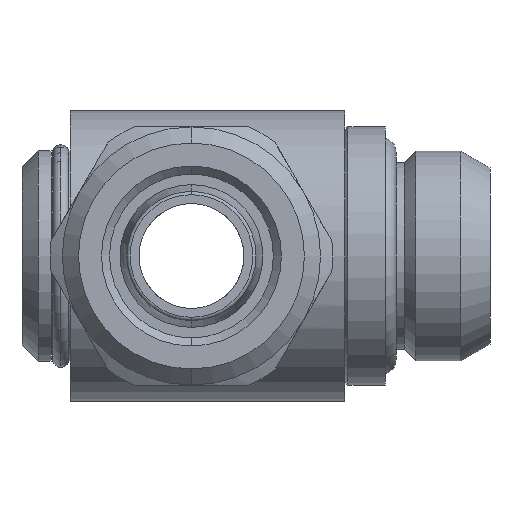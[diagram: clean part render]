
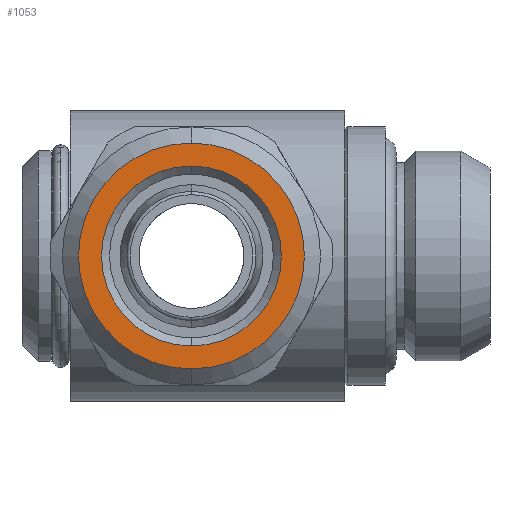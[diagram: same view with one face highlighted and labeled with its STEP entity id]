
A CAD part, left-side view. The second image highlights one B-rep face of the part: STEP entity #1053.
In plain terms, the highlighted planar face has unit normal (-1, 0, 0).
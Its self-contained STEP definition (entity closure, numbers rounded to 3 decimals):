
#109 = CIRCLE ( 'NONE', #127, 7. ) ;
#122 = CIRCLE ( 'NONE', #123, 5.575 ) ;
#123 = AXIS2_PLACEMENT_3D ( 'NONE', #4774, #4775, #4776 ) ;
#127 = AXIS2_PLACEMENT_3D ( 'NONE', #4780, #4781, #4782 ) ;
#129 = CIRCLE ( 'NONE', #132, 5.575 ) ;
#132 = AXIS2_PLACEMENT_3D ( 'NONE', #4824, #4825, #4826 ) ;
#134 = CIRCLE ( 'NONE', #136, 7. ) ;
#136 = AXIS2_PLACEMENT_3D ( 'NONE', #4831, #4832, #4833 ) ;
#341 = VERTEX_POINT ( 'NONE', #3221 ) ;
#344 = VERTEX_POINT ( 'NONE', #3222 ) ;
#346 = VERTEX_POINT ( 'NONE', #3223 ) ;
#349 = VERTEX_POINT ( 'NONE', #3224 ) ;
#467 = ORIENTED_EDGE ( 'NONE', *, *, #5240, .F. ) ;
#468 = ORIENTED_EDGE ( 'NONE', *, *, #4969, .F. ) ;
#470 = ORIENTED_EDGE ( 'NONE', *, *, #4967, .T. ) ;
#473 = ORIENTED_EDGE ( 'NONE', *, *, #5237, .T. ) ;
#1053 = ADVANCED_FACE ( 'NONE', ( #4308, #4309 ), #3378, .T. ) ;
#3221 = CARTESIAN_POINT ( 'NONE',  ( -25.552, 18.5, -5.575 ) ) ;
#3222 = CARTESIAN_POINT ( 'NONE',  ( -25.552, 18.5, 5.575 ) ) ;
#3223 = CARTESIAN_POINT ( 'NONE',  ( -25.552, 18.5, -7. ) ) ;
#3224 = CARTESIAN_POINT ( 'NONE',  ( -25.552, 18.5, 7. ) ) ;
#3378 = PLANE ( 'NONE',  #5187 ) ;
#3379 = CARTESIAN_POINT ( 'NONE',  ( -25.552, 25.5, 0. ) ) ;
#3380 = DIRECTION ( 'NONE',  ( -1., 0., 0. ) ) ;
#3381 = DIRECTION ( 'NONE',  ( 0., 0., 1. ) ) ;
#4308 = FACE_BOUND ( 'NONE', #5098, .T. ) ;
#4309 = FACE_OUTER_BOUND ( 'NONE', #5099, .T. ) ;
#4774 = CARTESIAN_POINT ( 'NONE',  ( -25.552, 18.5, 0. ) ) ;
#4775 = DIRECTION ( 'NONE',  ( 1., 0., 0. ) ) ;
#4776 = DIRECTION ( 'NONE',  ( 0., 0., -1. ) ) ;
#4780 = CARTESIAN_POINT ( 'NONE',  ( -25.552, 18.5, 0. ) ) ;
#4781 = DIRECTION ( 'NONE',  ( 1., 0., 0. ) ) ;
#4782 = DIRECTION ( 'NONE',  ( 0., 0., -1. ) ) ;
#4824 = CARTESIAN_POINT ( 'NONE',  ( -25.552, 18.5, 0. ) ) ;
#4825 = DIRECTION ( 'NONE',  ( 1., 0., 0. ) ) ;
#4826 = DIRECTION ( 'NONE',  ( 0., 0., -1. ) ) ;
#4831 = CARTESIAN_POINT ( 'NONE',  ( -25.552, 18.5, 0. ) ) ;
#4832 = DIRECTION ( 'NONE',  ( 1., 0., 0. ) ) ;
#4833 = DIRECTION ( 'NONE',  ( 0., 0., -1. ) ) ;
#4967 = EDGE_CURVE ( 'NONE', #341, #344, #122, .T. ) ;
#4969 = EDGE_CURVE ( 'NONE', #349, #346, #109, .T. ) ;
#5098 = EDGE_LOOP ( 'NONE', ( #473, #470 ) ) ;
#5099 = EDGE_LOOP ( 'NONE', ( #467, #468 ) ) ;
#5187 = AXIS2_PLACEMENT_3D ( 'NONE', #3379, #3380, #3381 ) ;
#5237 = EDGE_CURVE ( 'NONE', #344, #341, #129, .T. ) ;
#5240 = EDGE_CURVE ( 'NONE', #346, #349, #134, .T. ) ;
